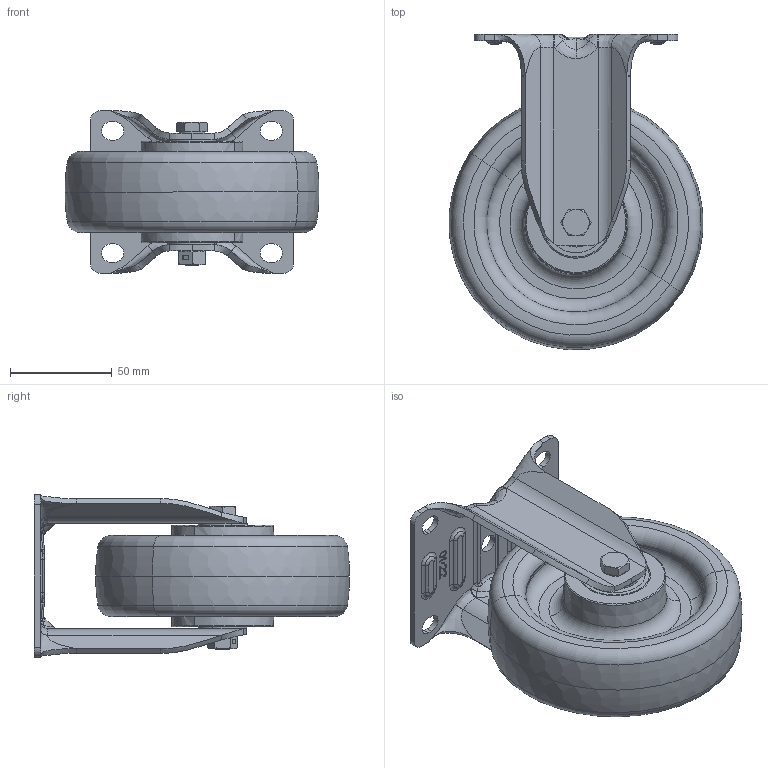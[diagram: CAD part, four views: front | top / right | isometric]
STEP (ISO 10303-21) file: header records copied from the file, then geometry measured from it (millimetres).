
FILE_DESCRIPTION (( 'STEP AP214' ), '1' );
FILE_NAME ('0055858.step', '2023-08-24T09:46:52', ( '' ), ( '' ), 'SwSTEP 2.0', 'SolidWorks 2020', '' );
FILE_SCHEMA (( 'AUTOMOTIVE_DESIGN' ));
Length unit declared in the file: millimetre
Products named in the file (1): 0055858
Bounding box: 124.77 x 154.88 x 80 mm (x, y, z)
Volume: 419460.9 mm3; surface area: 158729.2 mm2
Topology: 18 solids, 18 shells, 895 faces, 2175 edges, 1340 vertices
Faces by surface type: plane 277, torus 242, cylinder 196, bspline 108, cone 72
Entity records: 47353 total; most frequent: CARTESIAN_POINT 17030, ORIENTED_EDGE 4338, DIRECTION 4129, EDGE_CURVE 2169, AXIS2_PLACEMENT_3D 1682, VERTEX_POINT 1340, EDGE_LOOP 971, UNCERTAINTY_MEASURE_WITH_UNIT 915
